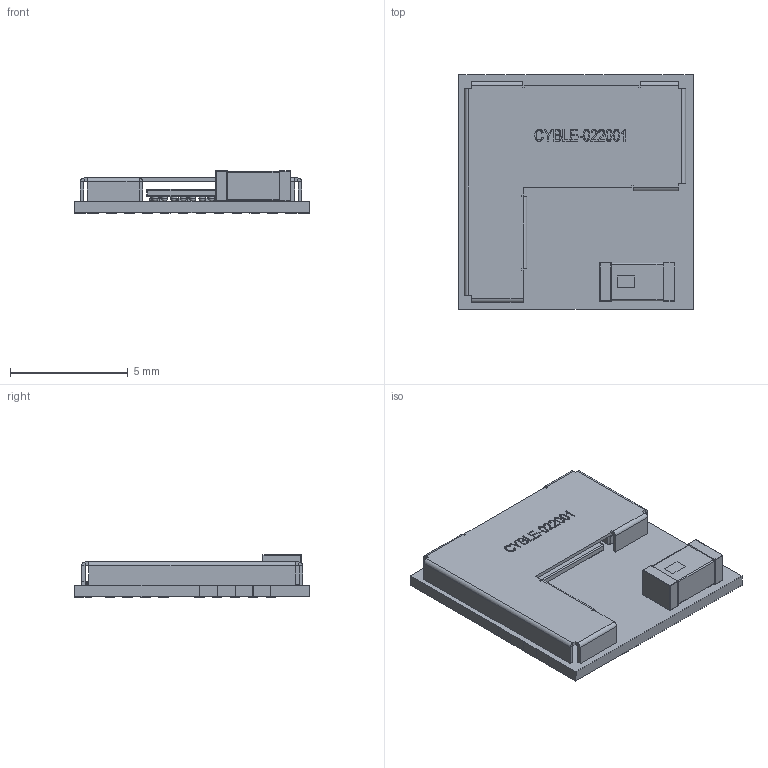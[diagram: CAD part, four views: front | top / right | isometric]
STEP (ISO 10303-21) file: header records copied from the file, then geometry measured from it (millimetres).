
FILE_DESCRIPTION(/* description */ (''),/* implementation_level */ '2;1');
FILE_NAME(/* name */ 'CYBLE-022001.step',/* time_stamp */ '2016-06-17T15:50:54-07:00',/* author */ (''),/* organization */ (''),/* preprocessor_version */ 'ST-DEVELOPER v16.5',/* originating_system */ 'Autodesk Translation Framework v5.0.0.3310',/* authorisation */ '');
FILE_SCHEMA (('AUTOMOTIVE_DESIGN { 1 0 10303 214 3 1 1 }'));
Products named in the file (8): CYBLE-022001 BLE Module_1R3 v5; PCB; Cap0201x030; 001-58740-A; 2450AT18B100 Antenna 3.2x1.6x0; Xtal 1.6x1.0x0; Xtal 2.5x2.0x0; Sheild
Assembly tree (23 placements, depth 2):
  CYBLE-022001 BLE Module_1R3 v5
    PCB
    Cap0201x030  x17
    001-58740-A
    2450AT18B100 Antenna 3.2x1.6x0
    Xtal 1.6x1.0x0
    Xtal 2.5x2.0x0
    Sheild
Bounding box: 10 x 9.99 x 1.79 mm (x, y, z)
Volume: 74.8 mm3; surface area: 503.4 mm2
Topology: 154 solids, 154 shells, 2160 faces, 5300 edges, 3435 vertices
Faces by surface type: plane 1068, cylinder 553, bspline 509, sphere 22, cone 8
Full cylindrical faces by diameter (mm): 0.2 x1, 0.26 x68
Entity records: 56549 total; most frequent: CARTESIAN_POINT 24820, ORIENTED_EDGE 6664, DIRECTION 5788, EDGE_CURVE 3332, VERTEX_POINT 2266, AXIS2_PLACEMENT_3D 1974, LINE 1840, VECTOR 1840
